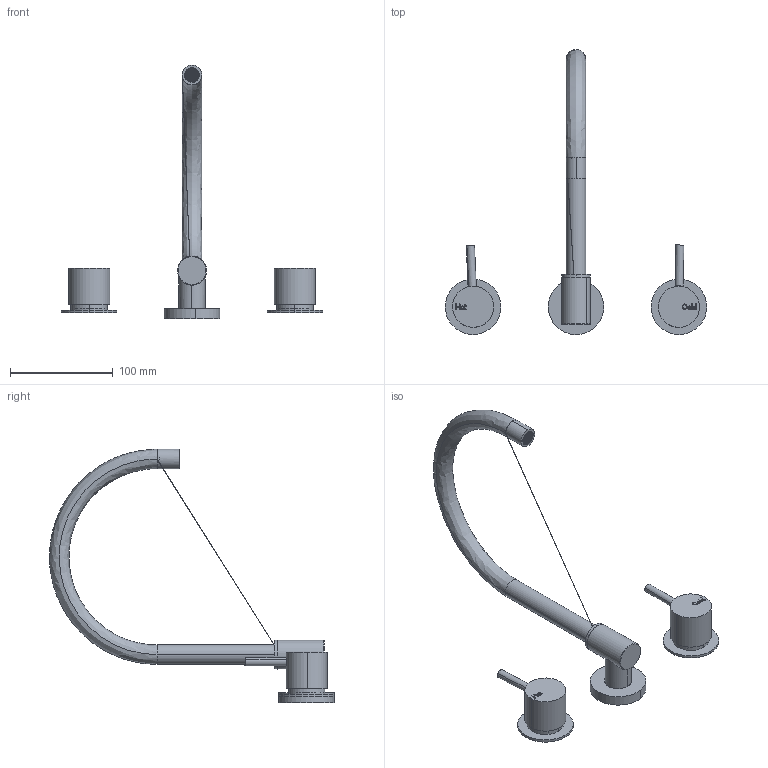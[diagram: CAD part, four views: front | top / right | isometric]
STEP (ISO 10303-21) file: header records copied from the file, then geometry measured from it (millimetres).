
FILE_DESCRIPTION (( 'STEP AP214' ), '1' );
FILE_NAME ('SUSSEX_SCALA_SWSIS_wall_sink_set_curved_shell.STEP', '2021-06-10T01:27:10', ( '' ), ( '' ), 'SwSTEP 2.0', 'SolidWorks 2020', '' );
FILE_SCHEMA (( 'AUTOMOTIVE_DESIGN' ));
Length unit declared in the file: millimetre
Products named in the file (1): SUSSEX_SCALA_SWSIS_wall_sink_set_curved_shell
Bounding box: 254.04 x 276.88 x 246.56 mm (x, y, z)
Volume: 161811.5 mm3; surface area: 109452.1 mm2
Topology: 11 solids, 12 shells, 2078 faces, 6170 edges, 4092 vertices
Faces by surface type: plane 1869, cylinder 112, bspline 61, cone 34, torus 2
Entity records: 72084 total; most frequent: CARTESIAN_POINT 14868, ORIENTED_EDGE 12332, DIRECTION 10414, EDGE_CURVE 6166, LINE 5674, VECTOR 5674, VERTEX_POINT 4092, EDGE_LOOP 2690
